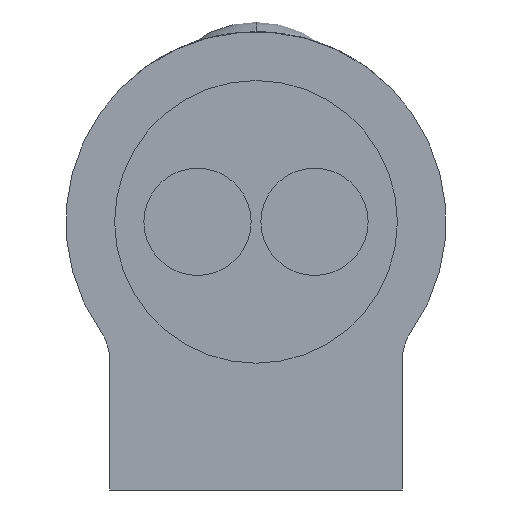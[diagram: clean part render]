
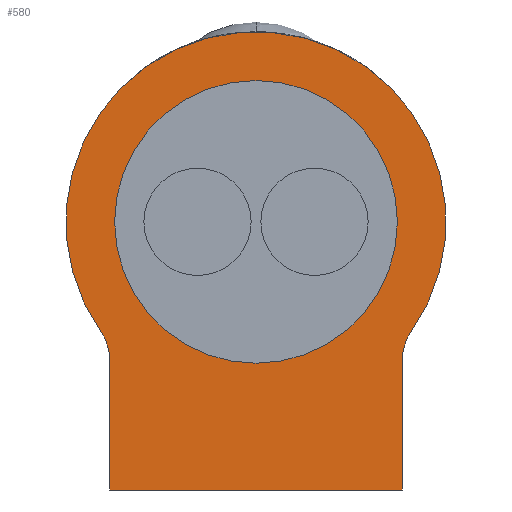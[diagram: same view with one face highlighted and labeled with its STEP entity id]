
A CAD part, left-side view. The second image highlights one B-rep face of the part: STEP entity #580.
In plain terms, the highlighted planar face has unit normal (-1, 0, 0).
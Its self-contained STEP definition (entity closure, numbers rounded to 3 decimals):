
#23=CARTESIAN_POINT('',(0.,0.,0.));
#24=DIRECTION('',(-1.,0.,0.));
#25=DIRECTION('',(0.,1.,0.));
#26=AXIS2_PLACEMENT_3D('',#23,#24,#25);
#28=CARTESIAN_POINT('',(0.,0.,0.));
#29=DIRECTION('',(-1.,0.,0.));
#30=DIRECTION('',(0.,-1.,0.));
#31=AXIS2_PLACEMENT_3D('',#28,#29,#30);
#33=DIRECTION('',(0.,0.,1.));
#34=VECTOR('',#33,1.335);
#35=CARTESIAN_POINT('',(0.,1.5,-2.75));
#36=LINE('',#35,#34);
#37=CARTESIAN_POINT('',(0.,0.,0.));
#38=DIRECTION('',(1.,0.,0.));
#39=DIRECTION('',(0.,0.816,-0.578));
#40=AXIS2_PLACEMENT_3D('',#37,#38,#39);
#42=DIRECTION('',(0.,0.,-1.));
#43=VECTOR('',#42,1.335);
#44=CARTESIAN_POINT('',(0.,-1.5,-1.415));
#45=LINE('',#44,#43);
#46=DIRECTION('',(0.,1.,0.));
#47=VECTOR('',#46,3.);
#48=CARTESIAN_POINT('',(0.,-1.5,-2.75));
#49=LINE('',#48,#47);
#140=CARTESIAN_POINT('',(0.,2.,-1.415));
#141=DIRECTION('',(1.,0.,0.));
#142=DIRECTION('',(0.,-0.816,0.578));
#143=AXIS2_PLACEMENT_3D('',#140,#141,#142);
#256=CARTESIAN_POINT('',(0.,-2.,-1.415));
#257=DIRECTION('',(1.,0.,0.));
#258=DIRECTION('',(0.,1.,0.));
#259=AXIS2_PLACEMENT_3D('',#256,#257,#258);
#443=CARTESIAN_POINT('',(0.,-1.5,-2.75));
#444=CARTESIAN_POINT('',(0.,1.5,-2.75));
#445=VERTEX_POINT('',#443);
#446=VERTEX_POINT('',#444);
#519=CARTESIAN_POINT('',(0.,1.45,0.));
#520=CARTESIAN_POINT('',(0.,-1.45,0.));
#521=VERTEX_POINT('',#519);
#522=VERTEX_POINT('',#520);
#539=CARTESIAN_POINT('',(0.,-1.5,-1.415));
#541=VERTEX_POINT('',#539);
#543=CARTESIAN_POINT('',(0.,-1.592,-1.126));
#545=VERTEX_POINT('',#543);
#547=CARTESIAN_POINT('',(0.,1.592,-1.126));
#549=VERTEX_POINT('',#547);
#551=CARTESIAN_POINT('',(0.,1.5,-1.415));
#553=VERTEX_POINT('',#551);
#555=CARTESIAN_POINT('',(0.,0.,0.));
#556=DIRECTION('',(1.,0.,0.));
#557=DIRECTION('',(0.,-1.,0.));
#558=AXIS2_PLACEMENT_3D('',#555,#556,#557);
#559=PLANE('',#558);
#561=ORIENTED_EDGE('',*,*,#560,.T.);
#563=ORIENTED_EDGE('',*,*,#562,.F.);
#565=ORIENTED_EDGE('',*,*,#564,.T.);
#567=ORIENTED_EDGE('',*,*,#566,.F.);
#569=ORIENTED_EDGE('',*,*,#568,.T.);
#571=ORIENTED_EDGE('',*,*,#570,.T.);
#572=EDGE_LOOP('',(#561,#563,#565,#567,#569,#571));
#573=FACE_OUTER_BOUND('',#572,.F.);
#575=ORIENTED_EDGE('',*,*,#574,.T.);
#577=ORIENTED_EDGE('',*,*,#576,.T.);
#578=EDGE_LOOP('',(#575,#577));
#579=FACE_BOUND('',#578,.F.);
#27=CIRCLE('',#26,1.45);
#32=CIRCLE('',#31,1.45);
#41=CIRCLE('',#40,1.95);
#144=CIRCLE('',#143,0.5);
#260=CIRCLE('',#259,0.5);
#560=EDGE_CURVE('',#446,#553,#36,.T.);
#562=EDGE_CURVE('',#549,#553,#144,.T.);
#564=EDGE_CURVE('',#549,#545,#41,.T.);
#566=EDGE_CURVE('',#541,#545,#260,.T.);
#568=EDGE_CURVE('',#541,#445,#45,.T.);
#570=EDGE_CURVE('',#445,#446,#49,.T.);
#574=EDGE_CURVE('',#521,#522,#27,.T.);
#576=EDGE_CURVE('',#522,#521,#32,.T.);
#580=ADVANCED_FACE('',(#573,#579),#559,.F.);
